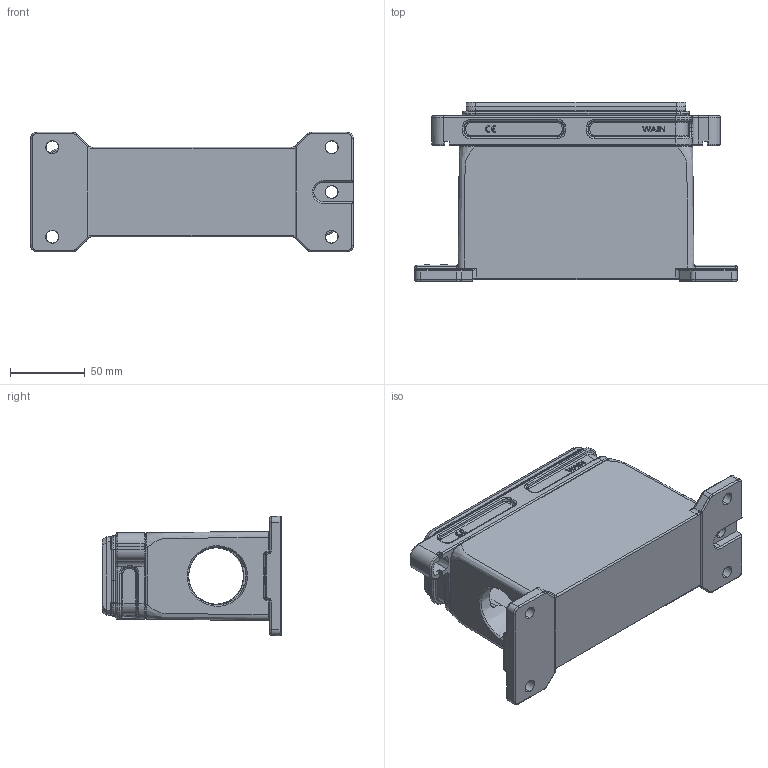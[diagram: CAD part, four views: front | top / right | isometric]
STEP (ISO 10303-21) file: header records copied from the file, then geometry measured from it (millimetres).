
FILE_DESCRIPTION(/* description */ (''),/* implementation_level */ '2;1');
FILE_NAME(/* name */ '3D_1136242205025_HP24B_H-SFH-2H-2M40_V1.1.stp',/* time_stamp */ '2023-12-05T13:00:37+08:00',/* author */ (''),/* organization */ (''),/* preprocessor_version */ 'ST-DEVELOPER v18.1',/* originating_system */ 'SIEMENS PLM Software NX 1980',/* authorisation */ '');
FILE_SCHEMA (('AUTOMOTIVE_DESIGN { 1 0 10303 214 3 1 1 1 }'));
Products named in the file (1): 3D_1136242205003_HP24B_H-SFH-2H-M25_V1.1_stp
Bounding box: 215.96 x 119.9 x 79.96 mm (x, y, z)
Volume: 471036.3 mm3; surface area: 134612.1 mm2
Topology: 5 solids, 12 shells, 1294 faces, 3273 edges, 2028 vertices
Faces by surface type: plane 521, cylinder 389, cone 169, torus 130, bspline 66, extrusion 11, sphere 8
Entity records: 46093 total; most frequent: CARTESIAN_POINT 18085, ORIENTED_EDGE 6514, DIRECTION 4704, EDGE_CURVE 3257, VERTEX_POINT 2028, AXIS2_PLACEMENT_3D 1639, VECTOR 1426, LINE 1415
